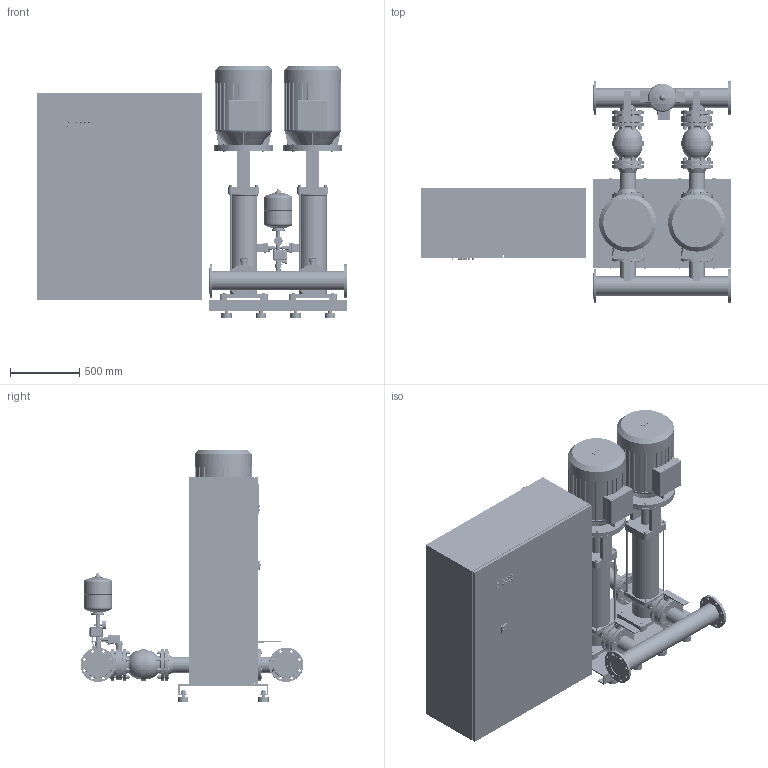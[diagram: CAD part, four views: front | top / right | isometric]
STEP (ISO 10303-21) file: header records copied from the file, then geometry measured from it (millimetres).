
FILE_DESCRIPTION((''),'2;1');
FILE_NAME('3d_FLA-2MVI7006_2PN16-2536601.stp','2013-07-05T14:12:03',(''),(''),'Mechanical Desktop 2009','Mechanical Desktop 2009',', , ');
FILE_SCHEMA(('CONFIG_CONTROL_DESIGN'));
Length unit declared in the file: millimetre
Products named in the file (1): Product
Bounding box: 2250 x 1614 x 1827.2 mm (x, y, z)
Volume: 1231116539.1 mm3; surface area: 20037629.8 mm2
Topology: 176 solids, 176 shells, 4837 faces, 11566 edges, 7480 vertices
Faces by surface type: bspline 2016, plane 1435, cylinder 1051, cone 207, torus 102, sphere 26
Full cylindrical faces by diameter (mm): 114.3 x4, 225 x4
Entity records: 156167 total; most frequent: CARTESIAN_POINT 46602, ORIENTED_EDGE 23072, DIRECTION 21122, EDGE_CURVE 11536, VERTEX_POINT 7472, VECTOR 7112, LINE 7112, AXIS2_PLACEMENT_3D 7005
